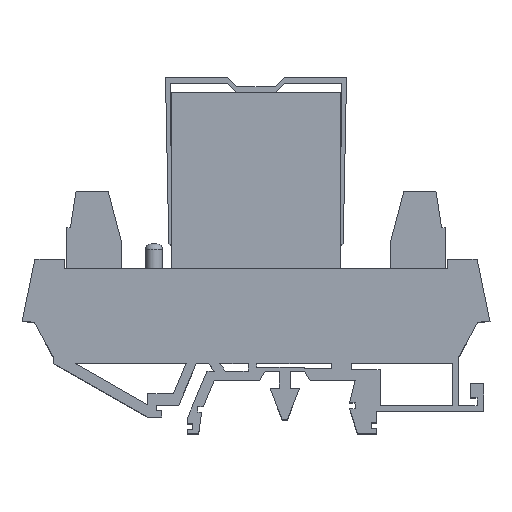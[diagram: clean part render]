
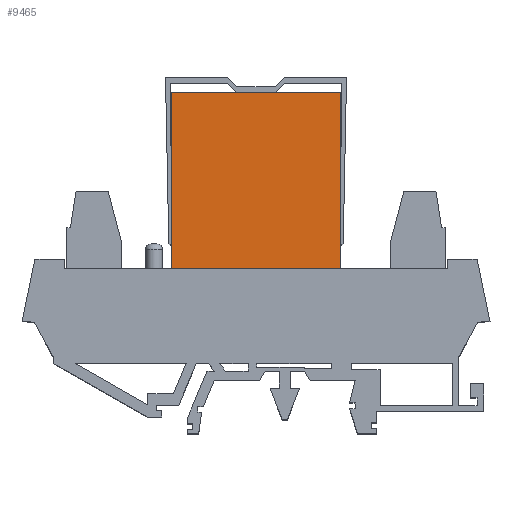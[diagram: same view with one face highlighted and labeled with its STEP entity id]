
A CAD part, top view. The second image highlights one B-rep face of the part: STEP entity #9465.
In plain terms, the highlighted planar face has unit normal (0, 0, 1).
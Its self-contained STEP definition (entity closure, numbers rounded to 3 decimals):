
#585 = LINE ( 'NONE', #9200, #8226 ) ;
#832 = EDGE_LOOP ( 'NONE', ( #4814, #2025, #5385, #5979 ) ) ;
#1186 = EDGE_CURVE ( 'NONE', #9308, #2130, #585, .T. ) ;
#1289 = LINE ( 'NONE', #7293, #9374 ) ;
#1359 = CARTESIAN_POINT ( 'NONE',  ( 26.5, 17.6, 38.8 ) ) ;
#1887 = CARTESIAN_POINT ( 'NONE',  ( 56.5, 17.6, 38.8 ) ) ;
#2025 = ORIENTED_EDGE ( 'NONE', *, *, #8093, .F. ) ;
#2027 = EDGE_CURVE ( 'NONE', #5376, #2130, #1289, .T. ) ;
#2102 = FACE_OUTER_BOUND ( 'NONE', #832, .T. ) ;
#2110 = DIRECTION ( 'NONE',  ( 0., 0., 1. ) ) ;
#2130 = VERTEX_POINT ( 'NONE', #7421 ) ;
#2245 = VECTOR ( 'NONE', #7064, 1000. ) ;
#2455 = LINE ( 'NONE', #4289, #6380 ) ;
#2912 = DIRECTION ( 'NONE',  ( -1., 0., 0. ) ) ;
#3530 = DIRECTION ( 'NONE',  ( -1., 0., 0. ) ) ;
#3577 = PLANE ( 'NONE',  #4871 ) ;
#3713 = DIRECTION ( 'NONE',  ( 0., -1., 0. ) ) ;
#3991 = LINE ( 'NONE', #1887, #2245 ) ;
#4289 = CARTESIAN_POINT ( 'NONE',  ( 26.5, 17.6, 38.8 ) ) ;
#4778 = CARTESIAN_POINT ( 'NONE',  ( 26.5, 17.6, 38.8 ) ) ;
#4814 = ORIENTED_EDGE ( 'NONE', *, *, #2027, .F. ) ;
#4871 = AXIS2_PLACEMENT_3D ( 'NONE', #1359, #2110, #7276 ) ;
#5376 = VERTEX_POINT ( 'NONE', #6085 ) ;
#5385 = ORIENTED_EDGE ( 'NONE', *, *, #8886, .T. ) ;
#5612 = VERTEX_POINT ( 'NONE', #9304 ) ;
#5979 = ORIENTED_EDGE ( 'NONE', *, *, #1186, .T. ) ;
#6085 = CARTESIAN_POINT ( 'NONE',  ( 56.5, -13.7, 38.8 ) ) ;
#6380 = VECTOR ( 'NONE', #3530, 1000. ) ;
#7064 = DIRECTION ( 'NONE',  ( 0., -1., 0. ) ) ;
#7276 = DIRECTION ( 'NONE',  ( 1., 0., 0. ) ) ;
#7293 = CARTESIAN_POINT ( 'NONE',  ( 26.5, -13.7, 38.8 ) ) ;
#7421 = CARTESIAN_POINT ( 'NONE',  ( 26.5, -13.7, 38.8 ) ) ;
#8093 = EDGE_CURVE ( 'NONE', #5612, #5376, #3991, .T. ) ;
#8226 = VECTOR ( 'NONE', #3713, 1000. ) ;
#8886 = EDGE_CURVE ( 'NONE', #5612, #9308, #2455, .T. ) ;
#9200 = CARTESIAN_POINT ( 'NONE',  ( 26.5, 17.6, 38.8 ) ) ;
#9304 = CARTESIAN_POINT ( 'NONE',  ( 56.5, 17.6, 38.8 ) ) ;
#9308 = VERTEX_POINT ( 'NONE', #4778 ) ;
#9374 = VECTOR ( 'NONE', #2912, 1000. ) ;
#9465 = ADVANCED_FACE ( 'NONE', ( #2102 ), #3577, .T. ) ;
